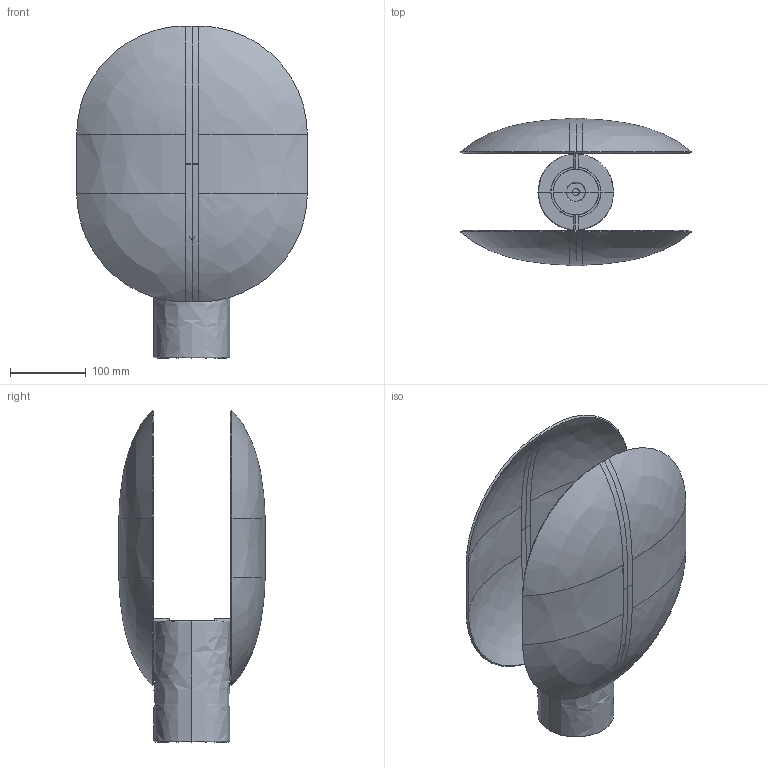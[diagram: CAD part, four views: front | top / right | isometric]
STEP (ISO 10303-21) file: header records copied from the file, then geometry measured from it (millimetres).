
FILE_DESCRIPTION(/* description */ (''),/* implementation_level */ '2;1');
FILE_NAME(/* name */ 'Clam Table Lamp 3D',/* time_stamp */ '2021-02-01T14:45:20+01:00',/* author */ (''),/* organization */ (''),/* preprocessor_version */ 'ST-DEVELOPER v15',/* originating_system */ '',/* authorisation */ '');
FILE_SCHEMA (('AUTOMOTIVE_DESIGN'));
Length unit declared in the file: millimetre
Products named in the file (1): Document
Bounding box: 303.97 x 193.85 x 437.59 mm (x, y, z)
Volume: 616343.6 mm3; surface area: 495052.2 mm2
Topology: 5 solids, 6 shells, 122 faces, 259 edges, 143 vertices
Faces by surface type: bspline 116, plane 6
Entity records: 5575 total; most frequent: CARTESIAN_POINT 4010, ORIENTED_EDGE 510, EDGE_CURVE 256, B_SPLINE_CURVE_WITH_KNOTS 154, VERTEX_POINT 141, EDGE_LOOP 124, ADVANCED_FACE 122, FACE_OUTER_BOUND 122
